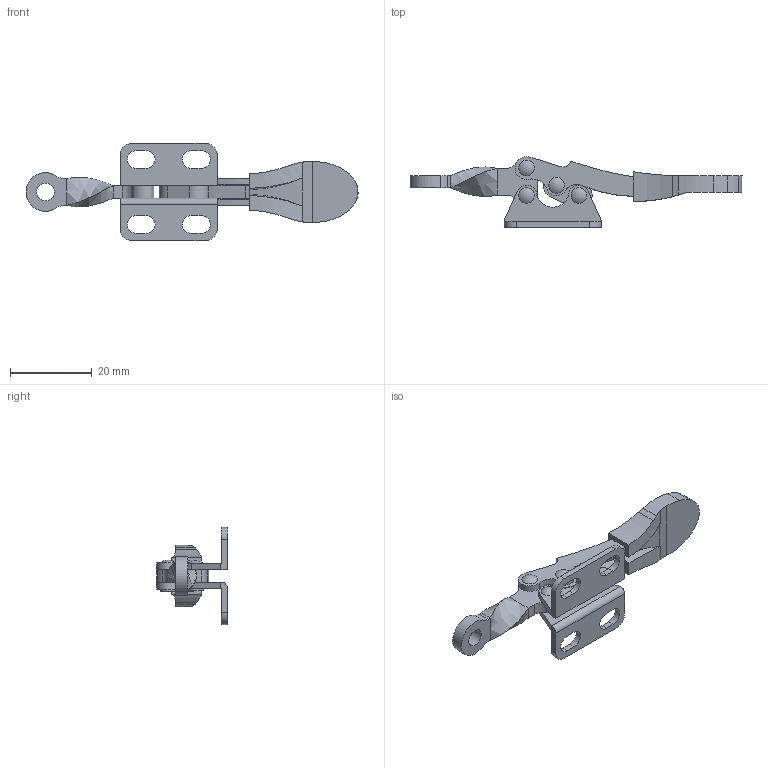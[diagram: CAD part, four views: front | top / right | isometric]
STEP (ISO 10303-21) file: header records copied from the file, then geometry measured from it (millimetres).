
FILE_DESCRIPTION(/* description */ ('STEP AP214'),/* implementation_level */ '2;1');
FILE_NAME(/* name */ 'test-rig-GH-201-A .step',/* time_stamp */ '2025-06-30T14:19:49+02:00',/* author */ (''),/* organization */ (''),/* preprocessor_version */ 'ST-DEVELOPER v20.1',/* originating_system */ 'Autodesk Translation Framework v14.4.0.0',/* authorisation */ '');
FILE_SCHEMA (('AUTOMOTIVE_DESIGN { 1 0 10303 214 3 1 1 }'));
Length unit declared in the file: millimetre
Products named in the file (5): EMC201A; Group1^EMC201A; Group4^EMC201A; 1201A05-1^EMC201A; 1201A08-1^EMC201A
Assembly tree (4 placements, depth 2):
  EMC201A
    Group1^EMC201A
    Group4^EMC201A
    1201A05-1^EMC201A
    1201A08-1^EMC201A
Bounding box: 81.19 x 17.3 x 23.8 mm (x, y, z)
Volume: 2498.3 mm3; surface area: 4726.6 mm2
Topology: 4 solids, 6 shells, 145 faces, 382 edges, 256 vertices
Faces by surface type: cylinder 68, plane 59, bspline 14, sphere 4
Full cylindrical faces by diameter (mm): 2.5 x8, 3.75 x4, 4.3 x1
Entity records: 5689 total; most frequent: CARTESIAN_POINT 1831, DIRECTION 754, ORIENTED_EDGE 748, EDGE_CURVE 382, AXIS2_PLACEMENT_3D 269, VERTEX_POINT 256, LINE 216, VECTOR 216
